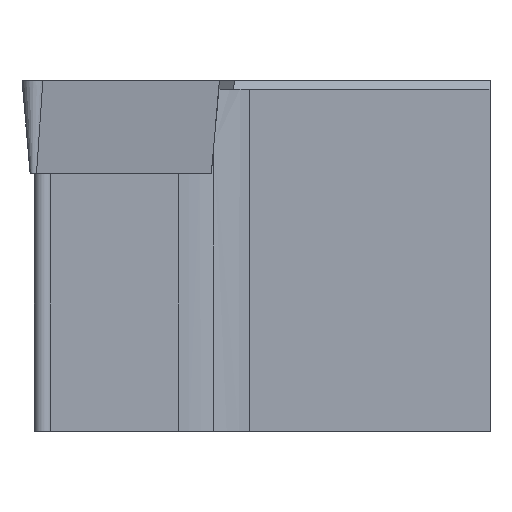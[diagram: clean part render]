
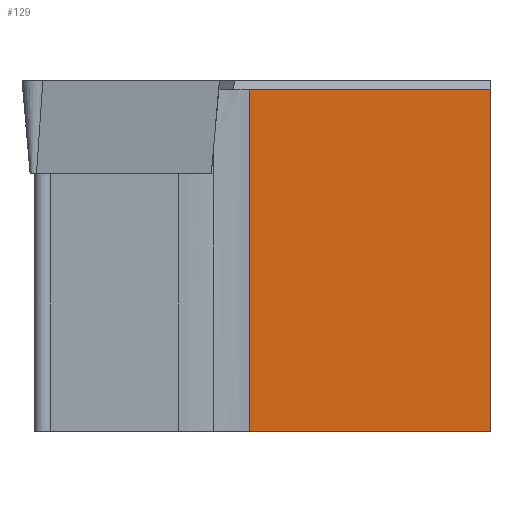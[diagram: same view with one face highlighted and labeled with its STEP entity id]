
A CAD part, left-side view. The second image highlights one B-rep face of the part: STEP entity #129.
In plain terms, the highlighted planar face has unit normal (-0.616, -0.788, 0).
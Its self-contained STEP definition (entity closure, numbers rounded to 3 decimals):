
#129=ADVANCED_FACE('',(#180),#153,.F.);
#153=PLANE('',#656);
#180=FACE_OUTER_BOUND('',#209,.T.);
#209=EDGE_LOOP('',(#428,#429,#430,#431));
#229=LINE('',#853,#286);
#245=LINE('',#885,#302);
#248=LINE('',#894,#305);
#260=LINE('',#931,#317);
#286=VECTOR('',#692,1.);
#302=VECTOR('',#720,1.);
#305=VECTOR('',#729,1.);
#317=VECTOR('',#771,1.);
#428=ORIENTED_EDGE('',*,*,#564,.F.);
#429=ORIENTED_EDGE('',*,*,#568,.F.);
#430=ORIENTED_EDGE('',*,*,#587,.T.);
#431=ORIENTED_EDGE('',*,*,#548,.F.);
#485=VERTEX_POINT('',#827);
#498=VERTEX_POINT('',#852);
#508=VERTEX_POINT('',#884);
#511=VERTEX_POINT('',#893);
#548=EDGE_CURVE('',#498,#485,#229,.T.);
#564=EDGE_CURVE('',#508,#498,#245,.T.);
#568=EDGE_CURVE('',#511,#508,#248,.T.);
#587=EDGE_CURVE('',#511,#485,#260,.T.);
#656=AXIS2_PLACEMENT_3D('',#934,#776,#777);
#692=DIRECTION('',(-0.788,0.616,0.));
#720=DIRECTION('',(0.,0.,-1.));
#729=DIRECTION('',(0.788,-0.616,0.));
#771=DIRECTION('',(0.,0.,-1.));
#776=DIRECTION('',(0.616,0.788,0.));
#777=DIRECTION('',(0.788,-0.616,0.));
#827=CARTESIAN_POINT('',(9.17,8.226,-12.));
#852=CARTESIAN_POINT('',(19.699,0.,-12.));
#853=CARTESIAN_POINT('',(9.17,8.226,-12.));
#884=CARTESIAN_POINT('',(19.699,0.,-0.3));
#885=CARTESIAN_POINT('',(19.699,0.,-40.));
#893=CARTESIAN_POINT('',(9.17,8.226,-0.3));
#894=CARTESIAN_POINT('',(9.17,8.226,-0.3));
#931=CARTESIAN_POINT('',(9.17,8.226,-40.));
#934=CARTESIAN_POINT('',(9.17,8.226,-40.));
